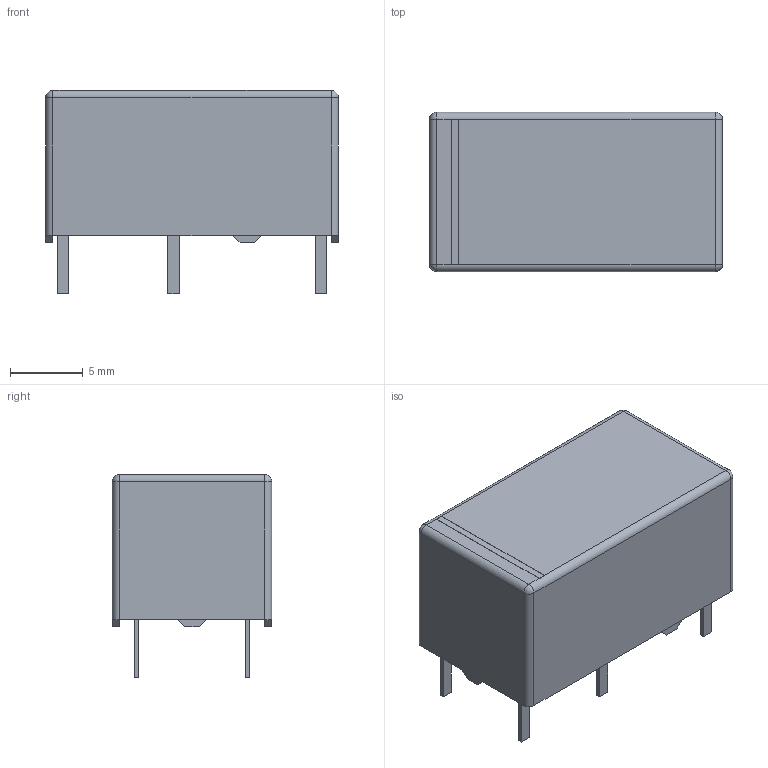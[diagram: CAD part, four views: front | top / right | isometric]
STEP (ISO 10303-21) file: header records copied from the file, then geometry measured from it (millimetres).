
FILE_DESCRIPTION((''),'2;1');
FILE_NAME('REL_PANASONIC_DSP1.stp','2012-10-25T14:45:00',(''),(''),'Mechanical Desktop 2011','Mechanical Desktop 2011',', , ');
FILE_SCHEMA(('AUTOMOTIVE_DESIGN { 1 2 10303 214 1 1 1 1 }'));
Length unit declared in the file: millimetre
Products named in the file (1): Product
Bounding box: 20.2 x 11 x 14 mm (x, y, z)
Volume: 2223.8 mm3; surface area: 1128.7 mm2
Topology: 12 solids, 12 shells, 90 faces, 187 edges, 118 vertices
Faces by surface type: plane 50, bspline 28, cylinder 8, sphere 4
Entity records: 2355 total; most frequent: CARTESIAN_POINT 475, ORIENTED_EDGE 364, DIRECTION 325, EDGE_CURVE 182, VECTOR 167, LINE 167, VERTEX_POINT 116, EDGE_LOOP 90
